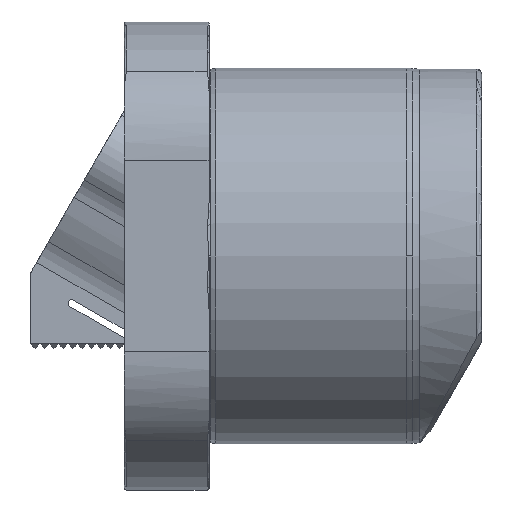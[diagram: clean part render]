
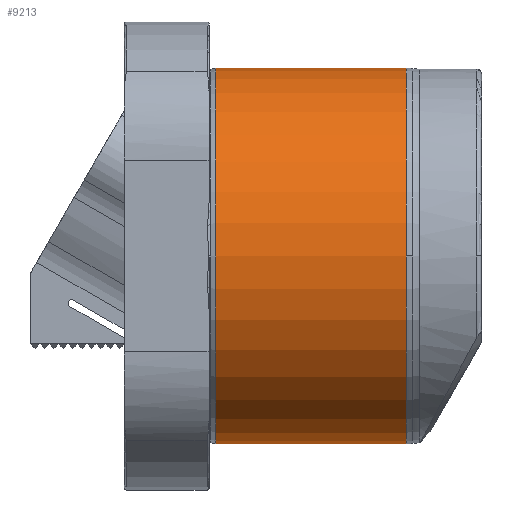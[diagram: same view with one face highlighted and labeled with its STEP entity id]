
A CAD part, left-side view. The second image highlights one B-rep face of the part: STEP entity #9213.
In plain terms, the highlighted cylindrical face has radius 9.995 mm (diameter 19.99 mm), a partial arc.
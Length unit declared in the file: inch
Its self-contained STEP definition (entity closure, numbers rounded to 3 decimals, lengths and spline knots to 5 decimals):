
#2 = CARTESIAN_POINT ( 'NONE',  ( 0., -0.59055, 0. ) ) ;
#261 = DIRECTION ( 'NONE',  ( 0., 0., 1. ) ) ;
#339 = CYLINDRICAL_SURFACE ( 'NONE', #11057, 0.3935 ) ;
#965 = DIRECTION ( 'NONE',  ( 0., 0., 1. ) ) ;
#1276 = DIRECTION ( 'NONE',  ( 0., -1., 0. ) ) ;
#1681 = ORIENTED_EDGE ( 'NONE', *, *, #9664, .T. ) ;
#2376 = ORIENTED_EDGE ( 'NONE', *, *, #3932, .T. ) ;
#2535 = ORIENTED_EDGE ( 'NONE', *, *, #10932, .T. ) ;
#2796 = VERTEX_POINT ( 'NONE', #8732 ) ;
#2960 = CARTESIAN_POINT ( 'NONE',  ( 0., -0.59055, 0. ) ) ;
#3456 = CARTESIAN_POINT ( 'NONE',  ( 0., 0.09862, 0.3935 ) ) ;
#3837 = CARTESIAN_POINT ( 'NONE',  ( 0., -0.59055, 0.3935 ) ) ;
#3910 = DIRECTION ( 'NONE',  ( 0., 0., 1. ) ) ;
#3932 = EDGE_CURVE ( 'NONE', #2796, #10650, #10548, .T. ) ;
#4866 = VERTEX_POINT ( 'NONE', #10199 ) ;
#5307 = EDGE_CURVE ( 'NONE', #9453, #9803, #12350, .T. ) ;
#5336 = EDGE_LOOP ( 'NONE', ( #9777, #1681, #2376, #2535, #10704 ) ) ;
#5359 = AXIS2_PLACEMENT_3D ( 'NONE', #2960, #9706, #3910 ) ;
#5424 = DIRECTION ( 'NONE',  ( 0., 1., 0. ) ) ;
#5835 = LINE ( 'NONE', #12200, #6765 ) ;
#6297 = AXIS2_PLACEMENT_3D ( 'NONE', #2, #6692, #965 ) ;
#6692 = DIRECTION ( 'NONE',  ( 0., 1., 0. ) ) ;
#6765 = VECTOR ( 'NONE', #7410, 39.37008 ) ;
#6926 = EDGE_CURVE ( 'NONE', #4866, #9803, #5835, .T. ) ;
#6937 = CARTESIAN_POINT ( 'NONE',  ( 0., 0.09862, 0. ) ) ;
#6975 = DIRECTION ( 'NONE',  ( 0., 1., 0. ) ) ;
#7008 = CARTESIAN_POINT ( 'NONE',  ( 0., -0.19114, 0. ) ) ;
#7243 = VECTOR ( 'NONE', #5424, 39.37008 ) ;
#7336 = LINE ( 'NONE', #3456, #7243 ) ;
#7399 = CARTESIAN_POINT ( 'NONE',  ( 0., -0.19114, 0.3935 ) ) ;
#7410 = DIRECTION ( 'NONE',  ( 0., 1., 0. ) ) ;
#7962 = DIRECTION ( 'NONE',  ( 0., 0., 1. ) ) ;
#8732 = CARTESIAN_POINT ( 'NONE',  ( -0.3935, -0.59055, 0. ) ) ;
#9213 = ADVANCED_FACE ( 'NONE', ( #12359 ), #339, .T. ) ;
#9453 = VERTEX_POINT ( 'NONE', #7399 ) ;
#9664 = EDGE_CURVE ( 'NONE', #4866, #2796, #10810, .T. ) ;
#9706 = DIRECTION ( 'NONE',  ( 0., 1., 0. ) ) ;
#9777 = ORIENTED_EDGE ( 'NONE', *, *, #6926, .F. ) ;
#9803 = VERTEX_POINT ( 'NONE', #10873 ) ;
#10199 = CARTESIAN_POINT ( 'NONE',  ( 0., -0.59055, -0.3935 ) ) ;
#10548 = CIRCLE ( 'NONE', #5359, 0.3935 ) ;
#10650 = VERTEX_POINT ( 'NONE', #3837 ) ;
#10704 = ORIENTED_EDGE ( 'NONE', *, *, #5307, .T. ) ;
#10810 = CIRCLE ( 'NONE', #6297, 0.3935 ) ;
#10873 = CARTESIAN_POINT ( 'NONE',  ( 0., -0.19114, -0.3935 ) ) ;
#10932 = EDGE_CURVE ( 'NONE', #10650, #9453, #7336, .T. ) ;
#11057 = AXIS2_PLACEMENT_3D ( 'NONE', #6937, #6975, #261 ) ;
#11737 = AXIS2_PLACEMENT_3D ( 'NONE', #7008, #1276, #7962 ) ;
#12200 = CARTESIAN_POINT ( 'NONE',  ( 0., 0.09862, -0.3935 ) ) ;
#12350 = CIRCLE ( 'NONE', #11737, 0.3935 ) ;
#12359 = FACE_OUTER_BOUND ( 'NONE', #5336, .T. ) ;
